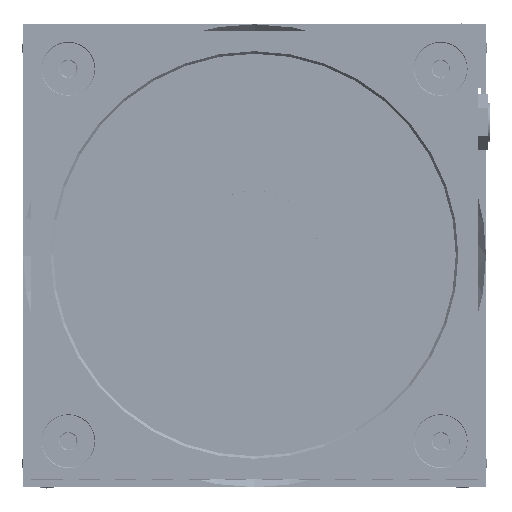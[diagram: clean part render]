
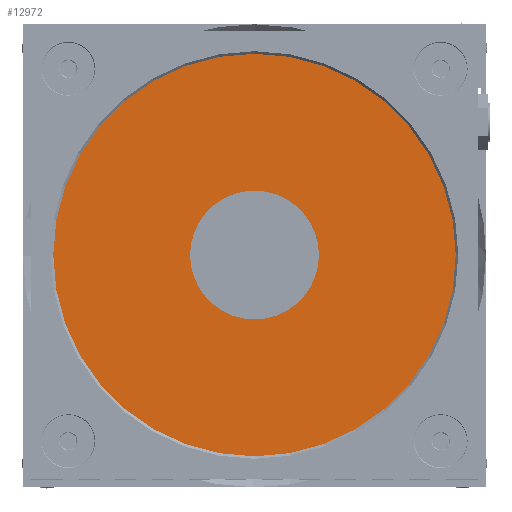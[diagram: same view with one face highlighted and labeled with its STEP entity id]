
A CAD part, top view. The second image highlights one B-rep face of the part: STEP entity #12972.
In plain terms, the highlighted planar face has unit normal (0, 0, 1).
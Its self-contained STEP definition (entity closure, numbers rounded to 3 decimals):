
#899 = DIRECTION ( 'NONE',  ( 0., 0., 1. ) ) ;
#1875 = EDGE_CURVE ( 'NONE', #22660, #22660, #39856, .T. ) ;
#6070 = EDGE_LOOP ( 'NONE', ( #40340 ) ) ;
#8121 = ORIENTED_EDGE ( 'NONE', *, *, #40681, .T. ) ;
#10946 = AXIS2_PLACEMENT_3D ( 'NONE', #34819, #39283, #54576 ) ;
#12399 = AXIS2_PLACEMENT_3D ( 'NONE', #15961, #17813, #42305 ) ;
#12972 = ADVANCED_FACE ( 'NONE', ( #58408, #24305 ), #19844, .T. ) ;
#15961 = CARTESIAN_POINT ( 'NONE',  ( 13.808, 26.937, 172.135 ) ) ;
#17813 = DIRECTION ( 'NONE',  ( 0., 0., 1. ) ) ;
#19844 = PLANE ( 'NONE',  #10946 ) ;
#22036 = CARTESIAN_POINT ( 'NONE',  ( 26.608, 26.937, 172.135 ) ) ;
#22660 = VERTEX_POINT ( 'NONE', #22036 ) ;
#24305 = FACE_OUTER_BOUND ( 'NONE', #29565, .T. ) ;
#27718 = AXIS2_PLACEMENT_3D ( 'NONE', #40059, #899, #35298 ) ;
#29565 = EDGE_LOOP ( 'NONE', ( #8121 ) ) ;
#34819 = CARTESIAN_POINT ( 'NONE',  ( 13.808, 26.937, 172.135 ) ) ;
#35298 = DIRECTION ( 'NONE',  ( 1., 0., 0. ) ) ;
#39283 = DIRECTION ( 'NONE',  ( 0., 0., 1. ) ) ;
#39856 = CIRCLE ( 'NONE', #12399, 12.8 ) ;
#40059 = CARTESIAN_POINT ( 'NONE',  ( 13.808, 26.937, 172.135 ) ) ;
#40340 = ORIENTED_EDGE ( 'NONE', *, *, #1875, .F. ) ;
#40681 = EDGE_CURVE ( 'NONE', #48081, #48081, #56261, .T. ) ;
#42305 = DIRECTION ( 'NONE',  ( 1., 0., 0. ) ) ;
#48081 = VERTEX_POINT ( 'NONE', #61776 ) ;
#54576 = DIRECTION ( 'NONE',  ( 1., 0., 0. ) ) ;
#56261 = CIRCLE ( 'NONE', #27718, 40. ) ;
#58408 = FACE_BOUND ( 'NONE', #6070, .T. ) ;
#61776 = CARTESIAN_POINT ( 'NONE',  ( 53.808, 26.937, 172.135 ) ) ;
